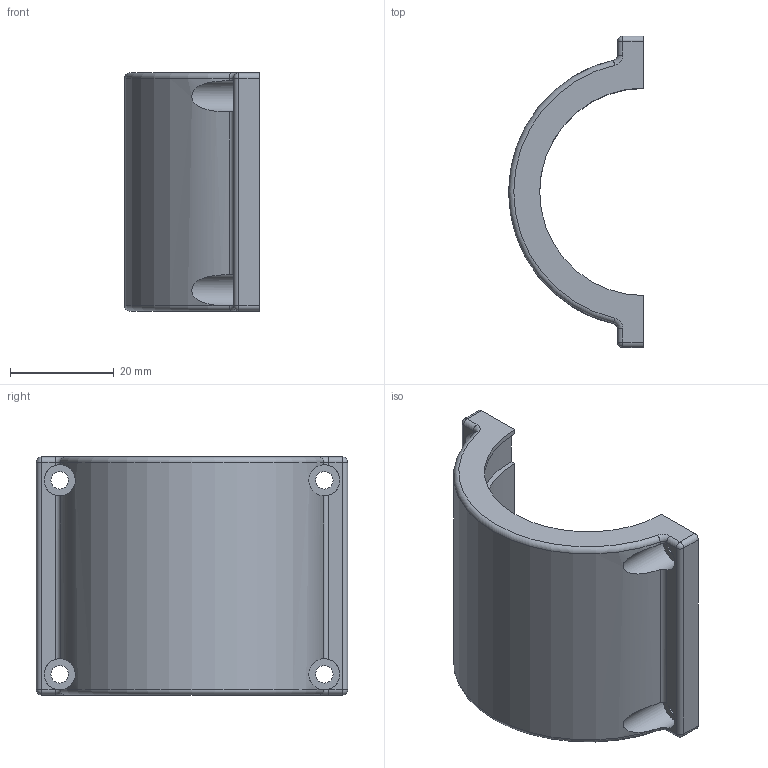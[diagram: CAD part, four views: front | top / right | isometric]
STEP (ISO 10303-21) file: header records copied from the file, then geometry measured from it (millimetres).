
FILE_DESCRIPTION(/* description */ (''),/* implementation_level */ '2;1');
FILE_NAME(/* name */ 'roof.step',/* time_stamp */ '2026-02-16T15:22:49-08:00',/* author */ (''),/* organization */ (''),/* preprocessor_version */ 'ST-DEVELOPER v20.1',/* originating_system */ 'Autodesk Translation Framework v14.24.0.0',/* authorisation */ '');
FILE_SCHEMA (('AUTOMOTIVE_DESIGN { 1 0 10303 214 3 1 1 }'));
Length unit declared in the file: millimetre
Products named in the file (5): Manuel 1.0; V4 robot arm; Geared wrist; Top gearbox 2 (1); Roof (1)
Assembly tree (4 placements, depth 5):
  Manuel 1.0
    V4 robot arm
      Geared wrist
        Top gearbox 2 (1)
          Roof (1)
Bounding box: 26 x 60 x 45.89 mm (x, y, z)
Volume: 20276.1 mm3; surface area: 9385.2 mm2
Topology: 1 solids, 1 shells, 58 faces, 144 edges, 88 vertices
Faces by surface type: cylinder 32, plane 16, torus 6, sphere 4
Full cylindrical faces by diameter (mm): 3.4 x4, 6 x4
Entity records: 1976 total; most frequent: CARTESIAN_POINT 479, DIRECTION 318, ORIENTED_EDGE 284, EDGE_CURVE 142, AXIS2_PLACEMENT_3D 127, VERTEX_POINT 88, EDGE_LOOP 64, LINE 64
